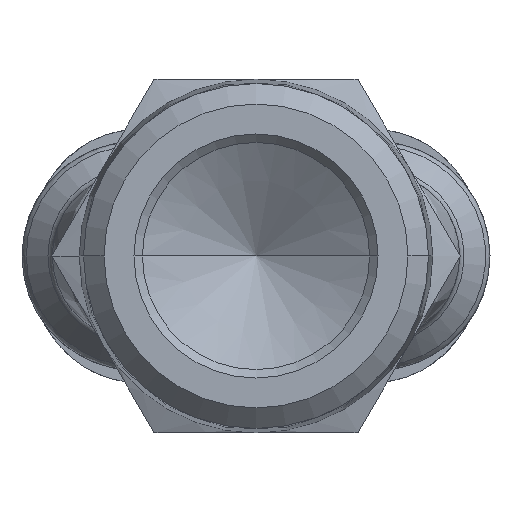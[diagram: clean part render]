
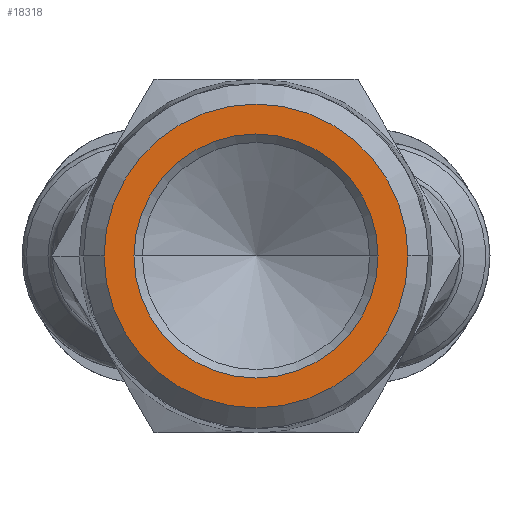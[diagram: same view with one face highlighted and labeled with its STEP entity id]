
A CAD part, front view. The second image highlights one B-rep face of the part: STEP entity #18318.
In plain terms, the highlighted face is planar.
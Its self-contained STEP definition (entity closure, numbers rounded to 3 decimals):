
#162 = CARTESIAN_POINT ( 'NONE',  ( -43.972, 0., 7.1 ) ) ;
#221 = CARTESIAN_POINT ( 'NONE',  ( -43.972, 0., 14.35 ) ) ;
#412 = CARTESIAN_POINT ( 'NONE',  ( -43.972, -3.2, 7.1 ) ) ;
#778 = EDGE_CURVE ( 'NONE', #3485, #8525, #16857, .T. ) ;
#1015 = EDGE_CURVE ( 'NONE', #8525, #3485, #12985, .T. ) ;
#2607 = EDGE_LOOP ( 'NONE', ( #22376, #11245 ) ) ;
#3485 = VERTEX_POINT ( 'NONE', #16972 ) ;
#3704 = AXIS2_PLACEMENT_3D ( 'NONE', #23415, #23849, #28592 ) ;
#3901 = PLANE ( 'NONE',  #9453 ) ;
#5863 = DIRECTION ( 'NONE',  ( 1., 0., 0. ) ) ;
#7007 = DIRECTION ( 'NONE',  ( 1., 0., 0. ) ) ;
#7410 = DIRECTION ( 'NONE',  ( 0., 0., -1. ) ) ;
#7734 = EDGE_CURVE ( 'NONE', #12377, #26774, #27618, .T. ) ;
#8525 = VERTEX_POINT ( 'NONE', #221 ) ;
#9453 = AXIS2_PLACEMENT_3D ( 'NONE', #412, #16501, #28818 ) ;
#9621 = AXIS2_PLACEMENT_3D ( 'NONE', #19915, #17702, #24562 ) ;
#10285 = AXIS2_PLACEMENT_3D ( 'NONE', #24987, #5863, #20435 ) ;
#11115 = ORIENTED_EDGE ( 'NONE', *, *, #7734, .F. ) ;
#11245 = ORIENTED_EDGE ( 'NONE', *, *, #778, .T. ) ;
#12377 = VERTEX_POINT ( 'NONE', #25946 ) ;
#12985 = CIRCLE ( 'NONE', #9621, 7.25 ) ;
#13757 = CARTESIAN_POINT ( 'NONE',  ( -43.972, 0., 16.123 ) ) ;
#16501 = DIRECTION ( 'NONE',  ( -1., 0., 0. ) ) ;
#16857 = CIRCLE ( 'NONE', #3704, 7.25 ) ;
#16972 = CARTESIAN_POINT ( 'NONE',  ( -43.972, 0., -0.15 ) ) ;
#17012 = AXIS2_PLACEMENT_3D ( 'NONE', #162, #7007, #7410 ) ;
#17702 = DIRECTION ( 'NONE',  ( 1., 0., 0. ) ) ;
#18318 = ADVANCED_FACE ( 'NONE', ( #31052, #24630 ), #3901, .T. ) ;
#19915 = CARTESIAN_POINT ( 'NONE',  ( -43.972, 0., 7.1 ) ) ;
#20435 = DIRECTION ( 'NONE',  ( 0., 0., -1. ) ) ;
#22009 = EDGE_LOOP ( 'NONE', ( #11115, #30692 ) ) ;
#22376 = ORIENTED_EDGE ( 'NONE', *, *, #1015, .T. ) ;
#22427 = EDGE_CURVE ( 'NONE', #26774, #12377, #26932, .T. ) ;
#23415 = CARTESIAN_POINT ( 'NONE',  ( -43.972, 0., 7.1 ) ) ;
#23849 = DIRECTION ( 'NONE',  ( 1., 0., 0. ) ) ;
#24562 = DIRECTION ( 'NONE',  ( 0., 0., 1. ) ) ;
#24630 = FACE_OUTER_BOUND ( 'NONE', #22009, .T. ) ;
#24987 = CARTESIAN_POINT ( 'NONE',  ( -43.972, 0., 7.1 ) ) ;
#25946 = CARTESIAN_POINT ( 'NONE',  ( -43.972, 0., -1.923 ) ) ;
#26774 = VERTEX_POINT ( 'NONE', #13757 ) ;
#26932 = CIRCLE ( 'NONE', #10285, 9.023 ) ;
#27618 = CIRCLE ( 'NONE', #17012, 9.023 ) ;
#28592 = DIRECTION ( 'NONE',  ( 0., 0., 1. ) ) ;
#28818 = DIRECTION ( 'NONE',  ( 0., 0., 1. ) ) ;
#30692 = ORIENTED_EDGE ( 'NONE', *, *, #22427, .F. ) ;
#31052 = FACE_BOUND ( 'NONE', #2607, .T. ) ;
